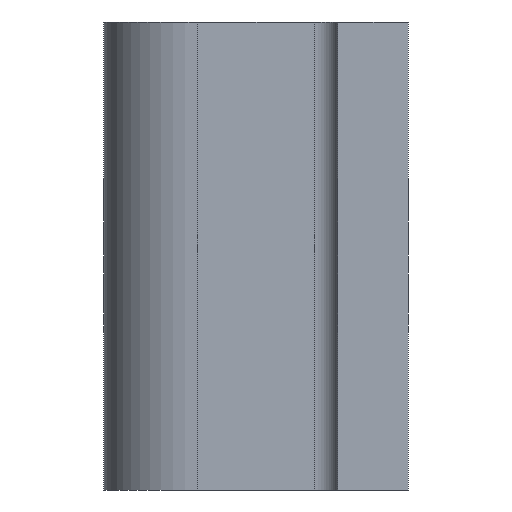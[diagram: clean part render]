
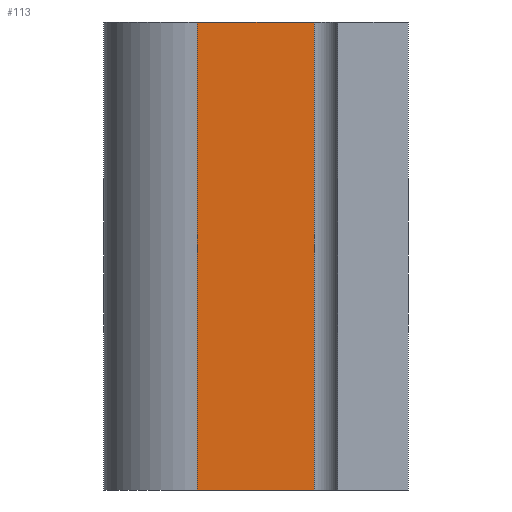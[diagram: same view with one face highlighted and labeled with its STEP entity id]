
A CAD part, left-side view. The second image highlights one B-rep face of the part: STEP entity #113.
In plain terms, the highlighted planar face has unit normal (-1, 0, 0).
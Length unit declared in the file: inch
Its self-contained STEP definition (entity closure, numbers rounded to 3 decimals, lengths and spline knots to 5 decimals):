
#113=ADVANCED_FACE('',(#230),#231,.T.);
#230=FACE_OUTER_BOUND('',#464,.T.);
#231=PLANE('',#465);
#464=EDGE_LOOP('',(#705,#706,#707,#708));
#465=AXIS2_PLACEMENT_3D('',#709,#710,#711);
#705=ORIENTED_EDGE('',*,*,#895,.T.);
#706=ORIENTED_EDGE('',*,*,#821,.F.);
#707=ORIENTED_EDGE('',*,*,#861,.F.);
#708=ORIENTED_EDGE('',*,*,#896,.T.);
#709=CARTESIAN_POINT('',(1.4375,0.40625,0.0));
#710=DIRECTION('',(-1.0,-0.0,0.0));
#711=DIRECTION('',(0.0,-1.0,-0.0));
#821=EDGE_CURVE('',#984,#979,#986,.T.);
#861=EDGE_CURVE('',#1044,#984,#1046,.T.);
#895=EDGE_CURVE('',#1089,#979,#1090,.T.);
#896=EDGE_CURVE('',#1044,#1089,#1091,.T.);
#979=VERTEX_POINT('',#1231);
#984=VERTEX_POINT('',#1240);
#986=LINE('',#1245,#1246);
#1044=VERTEX_POINT('',#1355);
#1046=LINE('',#1360,#1361);
#1089=VERTEX_POINT('',#1446);
#1090=LINE('',#1447,#1448);
#1091=LINE('',#1449,#1450);
#1231=CARTESIAN_POINT('',(1.4375,0.5625,1.25));
#1240=CARTESIAN_POINT('',(1.4375,0.5625,0.0));
#1245=CARTESIAN_POINT('',(1.4375,0.5625,0.0));
#1246=VECTOR('',#1495,1.0);
#1355=CARTESIAN_POINT('',(1.4375,0.25,0.0));
#1360=CARTESIAN_POINT('',(1.4375,0.25,0.0));
#1361=VECTOR('',#1514,1.0);
#1446=CARTESIAN_POINT('',(1.4375,0.25,1.25));
#1447=CARTESIAN_POINT('',(1.4375,0.25,1.25));
#1448=VECTOR('',#1527,1.0);
#1449=CARTESIAN_POINT('',(1.4375,0.25,0.0));
#1450=VECTOR('',#1528,1.0);
#1495=DIRECTION('',(0.0,0.0,1.0));
#1514=DIRECTION('',(0.0,1.0,0.0));
#1527=DIRECTION('',(0.0,1.0,0.0));
#1528=DIRECTION('',(0.0,0.0,1.0));
